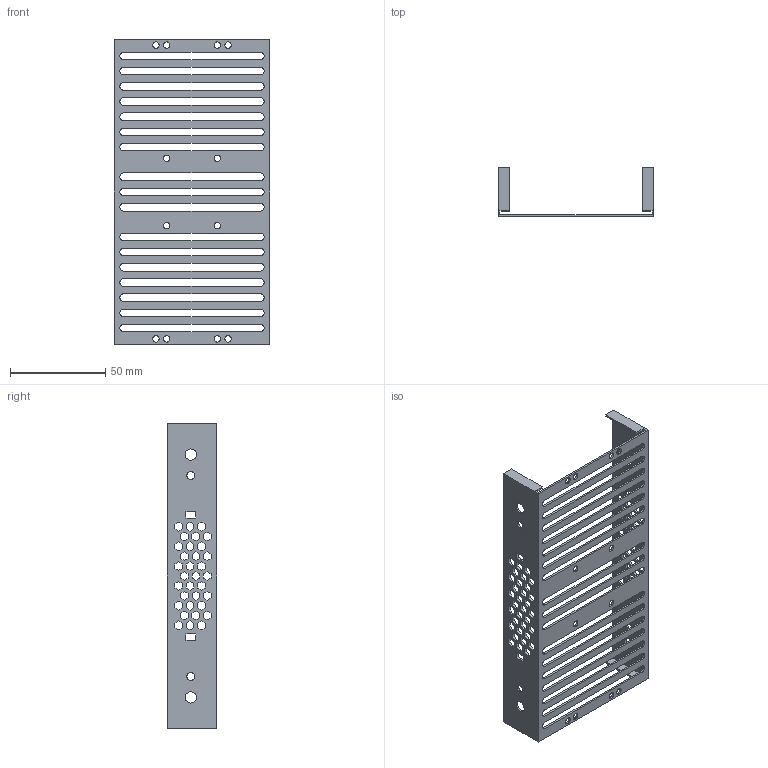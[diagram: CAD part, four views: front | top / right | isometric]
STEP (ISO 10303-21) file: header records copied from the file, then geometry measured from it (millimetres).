
FILE_DESCRIPTION (( 'STEP AP214' ), '1' );
FILE_NAME ('鍼踢菁啣.STEP', '2022-07-03T10:33:05', ( '' ), ( '' ), 'SwSTEP 2.0', 'SolidWorks 2021', '' );
FILE_SCHEMA (( 'AUTOMOTIVE_DESIGN' ));
Length unit declared in the file: millimetre
Products named in the file (1): 鍼踢菁啣
Bounding box: 82 x 26 x 160 mm (x, y, z)
Volume: 15213.5 mm3; surface area: 34949.8 mm2
Topology: 1 solids, 1 shells, 542 faces, 1620 edges, 1080 vertices
Faces by surface type: plane 468, cylinder 74
Entity records: 18454 total; most frequent: CARTESIAN_POINT 3243, ORIENTED_EDGE 3240, DIRECTION 2854, EDGE_CURVE 1620, VECTOR 1472, LINE 1472, VERTEX_POINT 1080, EDGE_LOOP 756
